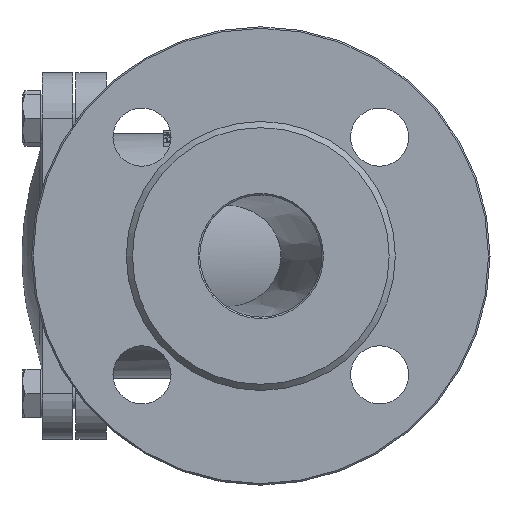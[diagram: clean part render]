
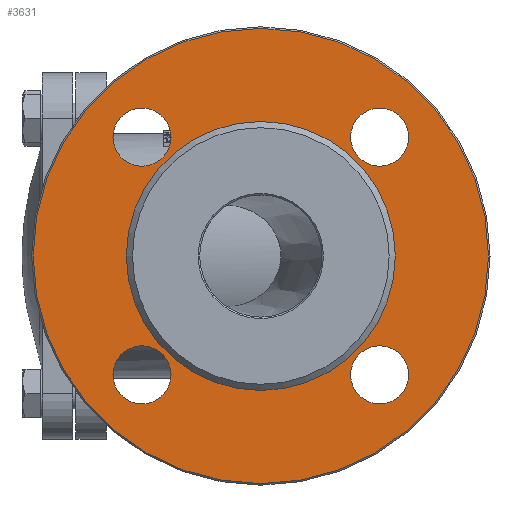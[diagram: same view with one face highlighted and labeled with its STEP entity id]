
A CAD part, left-side view. The second image highlights one B-rep face of the part: STEP entity #3631.
In plain terms, the highlighted planar face has unit normal (-1, 0, 0).
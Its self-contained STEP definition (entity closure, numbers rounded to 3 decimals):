
#324=FACE_BOUND('',#1230,.T.);
#325=FACE_BOUND('',#1231,.T.);
#326=FACE_BOUND('',#1232,.T.);
#327=FACE_BOUND('',#1233,.T.);
#328=FACE_BOUND('',#1234,.T.);
#802=PLANE('',#4005);
#987=FACE_OUTER_BOUND('',#1229,.T.);
#1229=EDGE_LOOP('',(#3188));
#1230=EDGE_LOOP('',(#3189));
#1231=EDGE_LOOP('',(#3190));
#1232=EDGE_LOOP('',(#3191));
#1233=EDGE_LOOP('',(#3192));
#1234=EDGE_LOOP('',(#3193));
#1422=CIRCLE('',#4004,74.5);
#1423=CIRCLE('',#4006,44.);
#1424=CIRCLE('',#4007,9.5);
#1425=CIRCLE('',#4008,9.5);
#1426=CIRCLE('',#4009,9.5);
#1427=CIRCLE('',#4010,9.5);
#1744=VERTEX_POINT('',#10046);
#1745=VERTEX_POINT('',#10050);
#1746=VERTEX_POINT('',#10052);
#1747=VERTEX_POINT('',#10054);
#1748=VERTEX_POINT('',#10056);
#1749=VERTEX_POINT('',#10058);
#2230=EDGE_CURVE('',#1744,#1744,#1422,.T.);
#2231=EDGE_CURVE('',#1745,#1745,#1423,.T.);
#2232=EDGE_CURVE('',#1746,#1746,#1424,.T.);
#2233=EDGE_CURVE('',#1747,#1747,#1425,.T.);
#2234=EDGE_CURVE('',#1748,#1748,#1426,.T.);
#2235=EDGE_CURVE('',#1749,#1749,#1427,.T.);
#3188=ORIENTED_EDGE('',*,*,#2230,.F.);
#3189=ORIENTED_EDGE('',*,*,#2231,.F.);
#3190=ORIENTED_EDGE('',*,*,#2232,.F.);
#3191=ORIENTED_EDGE('',*,*,#2233,.F.);
#3192=ORIENTED_EDGE('',*,*,#2234,.F.);
#3193=ORIENTED_EDGE('',*,*,#2235,.F.);
#3631=ADVANCED_FACE('',(#987,#324,#325,#326,#327,#328),#802,.F.);
#4004=AXIS2_PLACEMENT_3D('',#10048,#4834,#4835);
#4005=AXIS2_PLACEMENT_3D('',#10049,#4836,#4837);
#4006=AXIS2_PLACEMENT_3D('',#10051,#4838,#4839);
#4007=AXIS2_PLACEMENT_3D('',#10053,#4840,#4841);
#4008=AXIS2_PLACEMENT_3D('',#10055,#4842,#4843);
#4009=AXIS2_PLACEMENT_3D('',#10057,#4844,#4845);
#4010=AXIS2_PLACEMENT_3D('',#10059,#4846,#4847);
#4834=DIRECTION('center_axis',(1.,0.,0.));
#4835=DIRECTION('ref_axis',(0.,0.,1.));
#4836=DIRECTION('center_axis',(1.,0.,0.));
#4837=DIRECTION('ref_axis',(0.,0.,-1.));
#4838=DIRECTION('center_axis',(-1.,0.,0.));
#4839=DIRECTION('ref_axis',(0.,-1.,0.));
#4840=DIRECTION('center_axis',(-1.,0.,0.));
#4841=DIRECTION('ref_axis',(0.,0.,1.));
#4842=DIRECTION('center_axis',(-1.,0.,0.));
#4843=DIRECTION('ref_axis',(0.,0.,1.));
#4844=DIRECTION('center_axis',(-1.,0.,0.));
#4845=DIRECTION('ref_axis',(0.,0.,1.));
#4846=DIRECTION('center_axis',(-1.,0.,0.));
#4847=DIRECTION('ref_axis',(0.,0.,1.));
#10046=CARTESIAN_POINT('',(2.,0.,-74.5));
#10048=CARTESIAN_POINT('Origin',(2.,0.,0.));
#10049=CARTESIAN_POINT('Origin',(2.,0.,0.));
#10050=CARTESIAN_POINT('',(2.,44.,0.));
#10051=CARTESIAN_POINT('Origin',(2.,0.,0.));
#10052=CARTESIAN_POINT('',(2.,38.891,-48.391));
#10053=CARTESIAN_POINT('Origin',(2.,38.891,-38.891));
#10054=CARTESIAN_POINT('',(2.,-38.891,-48.391));
#10055=CARTESIAN_POINT('Origin',(2.,-38.891,-38.891));
#10056=CARTESIAN_POINT('',(2.,-38.891,29.391));
#10057=CARTESIAN_POINT('Origin',(2.,-38.891,38.891));
#10058=CARTESIAN_POINT('',(2.,38.891,29.391));
#10059=CARTESIAN_POINT('Origin',(2.,38.891,38.891));
